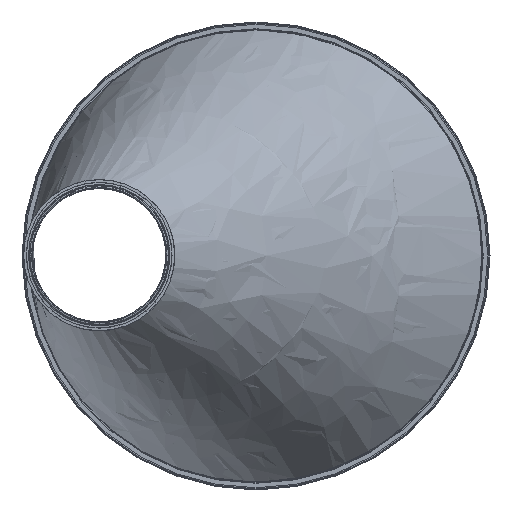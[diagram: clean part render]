
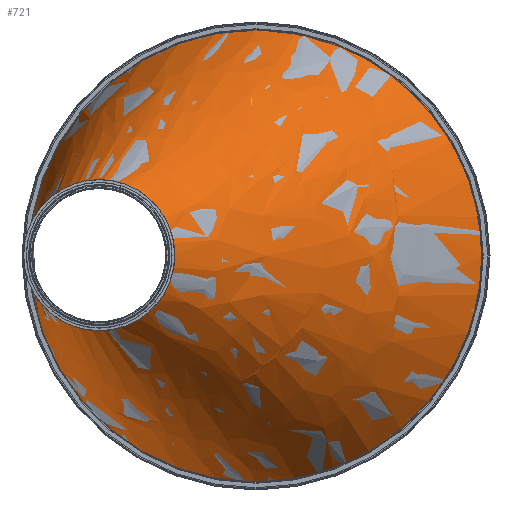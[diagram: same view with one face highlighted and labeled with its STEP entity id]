
A CAD part, top view. The second image highlights one B-rep face of the part: STEP entity #721.
In plain terms, the highlighted free-form (B-spline) face has degree [1, 2] with [2, 9] control points.
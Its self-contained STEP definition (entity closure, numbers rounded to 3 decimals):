
#151=CARTESIAN_POINT('',(61.525,0.0,0.0));
#152=VERTEX_POINT('',#151);
#153=CARTESIAN_POINT('',(-61.525,0.,0.0));
#154=VERTEX_POINT('',#153);
#327=CARTESIAN_POINT('',(0.0,0.0,0.0));
#328=DIRECTION('',(0.0,0.0,-1.0));
#329=DIRECTION('',(1.0,0.0,0.0));
#330=AXIS2_PLACEMENT_3D('',#327,#328,#329);
#331=CIRCLE('',#330,61.525);
#332=EDGE_CURVE('',#152,#154,#331,.T.);
#386=CARTESIAN_POINT('',(-61.525,0.0,-343.));
#387=VERTEX_POINT('',#386);
#388=CARTESIAN_POINT('',(139.225,0.0,-343.));
#389=DIRECTION('',(0.0,0.0,1.0));
#390=DIRECTION('',(1.0,0.0,0.0));
#391=AXIS2_PLACEMENT_3D('',#388,#389,#390);
#392=CIRCLE('',#391,200.75);
#393=EDGE_CURVE('',#387,#387,#392,.T.);
#682=CARTESIAN_POINT('',(-13.758,54.211,16.948));
#683=CARTESIAN_POINT('',(139.225,227.834,-414.227));
#684=CARTESIAN_POINT('',(-61.525,54.211,0.));
#685=CARTESIAN_POINT('',(-61.525,227.834,-485.455));
#686=CARTESIAN_POINT('',(-61.525,0.,0.));
#687=CARTESIAN_POINT('',(-61.525,0.,-485.455));
#688=CARTESIAN_POINT('',(-61.525,-54.211,0.));
#689=CARTESIAN_POINT('',(-61.525,-227.834,-485.455));
#690=CARTESIAN_POINT('',(-13.758,-54.211,16.948));
#691=CARTESIAN_POINT('',(139.225,-227.834,-414.227));
#692=CARTESIAN_POINT('',(34.008,-54.211,33.896));
#693=CARTESIAN_POINT('',(339.975,-227.834,-343.));
#694=CARTESIAN_POINT('',(34.008,0.,33.896));
#695=CARTESIAN_POINT('',(339.975,0.,-343.));
#696=CARTESIAN_POINT('',(34.008,54.211,33.896));
#697=CARTESIAN_POINT('',(339.975,227.834,-343.));
#698=CARTESIAN_POINT('',(-13.758,54.211,16.948));
#699=CARTESIAN_POINT('',(139.225,227.834,-414.227));
#707=(BOUNDED_SURFACE()B_SPLINE_SURFACE(1,2,((#682,#684,#686,#688,#690,#692,#694,#696,#698),(#683,#685,#687,#689,#691,#693,#695,#697,#699)),.UNSPECIFIED.,.F.,.T.,.U.)B_SPLINE_SURFACE_WITH_KNOTS((2,2),(3,2,2,2,3),(-2.063,0.355),(0.0,317.866,635.732,953.598,1271.464),.UNSPECIFIED.)GEOMETRIC_REPRESENTATION_ITEM()RATIONAL_B_SPLINE_SURFACE(((1.0,0.707,1.0,0.707,1.0,0.707,1.0,0.707,1.0),(1.0,0.707,1.0,0.707,1.0,0.707,1.0,0.707,1.0)))REPRESENTATION_ITEM('')SURFACE());
#708=ORIENTED_EDGE('',*,*,#332,.T.);
#709=CARTESIAN_POINT('',(0.0,0.0,0.0));
#710=DIRECTION('',(0.0,0.0,-1.0));
#711=DIRECTION('',(1.0,0.0,0.0));
#712=AXIS2_PLACEMENT_3D('',#709,#710,#711);
#713=CIRCLE('',#712,61.525);
#714=EDGE_CURVE('',#154,#152,#713,.T.);
#715=ORIENTED_EDGE('',*,*,#714,.T.);
#716=EDGE_LOOP('',(#708,#715));
#717=FACE_OUTER_BOUND('',#716,.T.);
#718=ORIENTED_EDGE('',*,*,#393,.T.);
#719=EDGE_LOOP('',(#718));
#720=FACE_BOUND('',#719,.T.);
#721=ADVANCED_FACE('',(#717,#720),#707,.T.);
